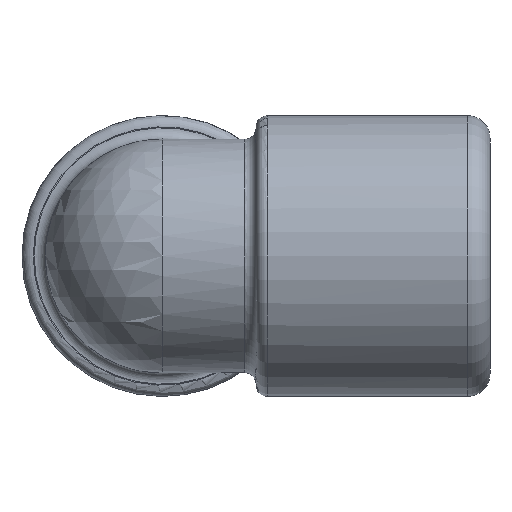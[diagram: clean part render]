
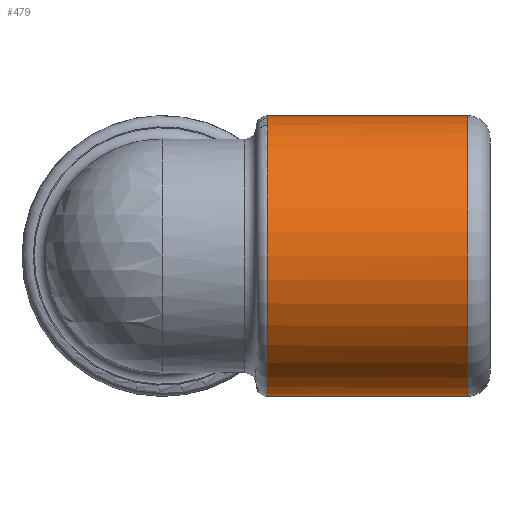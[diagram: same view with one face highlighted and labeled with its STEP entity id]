
A CAD part, left-side view. The second image highlights one B-rep face of the part: STEP entity #479.
In plain terms, the highlighted cylindrical face has radius 9.525 mm (diameter 19.05 mm), a full revolution.
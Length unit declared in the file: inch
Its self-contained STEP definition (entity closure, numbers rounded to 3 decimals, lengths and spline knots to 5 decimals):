
#27=ELLIPSE($,#513,0.53033,0.375);
#38=FACE_BOUND($,#156,.T.);
#51=CYLINDRICAL_SURFACE($,#537,0.375);
#71=CIRCLE($,#528,0.375);
#76=CIRCLE($,#536,0.375);
#114=FACE_OUTER_BOUND($,#155,.T.);
#155=EDGE_LOOP($,(#412,#413));
#156=EDGE_LOOP($,(#414));
#237=VERTEX_POINT($,#3583);
#238=VERTEX_POINT($,#3584);
#251=VERTEX_POINT($,#4622);
#290=EDGE_CURVE($,#237,#238,#27,.T.);
#308=EDGE_CURVE($,#238,#237,#71,.T.);
#313=EDGE_CURVE($,#251,#251,#76,.T.);
#412=ORIENTED_EDGE($,*,*,#308,.F.);
#413=ORIENTED_EDGE($,*,*,#290,.F.);
#414=ORIENTED_EDGE($,*,*,#313,.F.);
#479=ADVANCED_FACE($,(#114,#38),#51,.T.);
#513=AXIS2_PLACEMENT_3D($,#3586,#602,#603);
#528=AXIS2_PLACEMENT_3D($,#4611,#634,#635);
#536=AXIS2_PLACEMENT_3D($,#4623,#650,#651);
#537=AXIS2_PLACEMENT_3D($,#4624,#652,#653);
#602=DIRECTION('center_axis',(0.707,0.707,0.));
#603=DIRECTION('ref_axis',(-0.707,0.707,0.));
#634=DIRECTION('center_axis',(0.,1.,0.));
#635=DIRECTION('ref_axis',(-1.,0.,0.));
#650=DIRECTION('center_axis',(0.,-1.,0.));
#651=DIRECTION('ref_axis',(1.,0.,0.));
#652=DIRECTION('center_axis',(0.,1.,0.));
#653=DIRECTION('ref_axis',(-1.,0.,0.));
#3583=CARTESIAN_POINT('',(0.28,-0.28,0.24945));
#3584=CARTESIAN_POINT('',(0.28,-0.28,-0.24945));
#3586=CARTESIAN_POINT('Origin',(0.,0.,0.));
#4611=CARTESIAN_POINT('Origin',(0.,-0.28,0.));
#4622=CARTESIAN_POINT('',(-0.375,-0.815,0.));
#4623=CARTESIAN_POINT('Origin',(0.,-0.815,0.));
#4624=CARTESIAN_POINT('Origin',(0.,-0.5625,0.));
